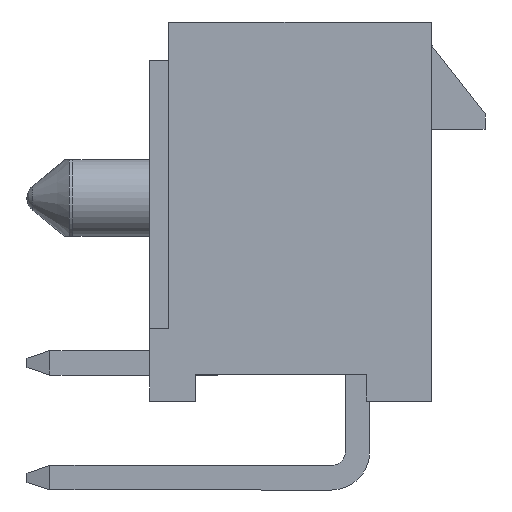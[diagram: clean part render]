
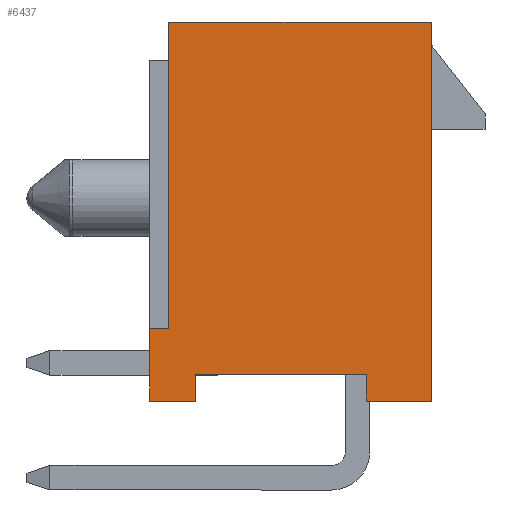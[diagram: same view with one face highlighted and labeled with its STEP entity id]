
A CAD part, left-side view. The second image highlights one B-rep face of the part: STEP entity #6437.
In plain terms, the highlighted planar face has unit normal (-1, 0, 0).
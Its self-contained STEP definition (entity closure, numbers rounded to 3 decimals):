
#746=ORIENTED_EDGE('',*,*,#2555,.F.);
#747=ORIENTED_EDGE('',*,*,#2556,.T.);
#748=ORIENTED_EDGE('',*,*,#2377,.T.);
#749=ORIENTED_EDGE('',*,*,#2278,.T.);
#750=ORIENTED_EDGE('',*,*,#2271,.T.);
#751=ORIENTED_EDGE('',*,*,#2545,.T.);
#752=ORIENTED_EDGE('',*,*,#2489,.T.);
#753=ORIENTED_EDGE('',*,*,#2557,.F.);
#754=ORIENTED_EDGE('',*,*,#2558,.T.);
#755=ORIENTED_EDGE('',*,*,#2466,.T.);
#2271=EDGE_CURVE('',#3190,#3189,#3824,.T.);
#2278=EDGE_CURVE('',#3196,#3190,#3831,.T.);
#2377=EDGE_CURVE('',#3282,#3196,#3921,.T.);
#2466=EDGE_CURVE('',#3359,#3358,#4001,.T.);
#2489=EDGE_CURVE('',#3374,#3373,#4024,.T.);
#2545=EDGE_CURVE('',#3189,#3374,#4080,.T.);
#2555=EDGE_CURVE('',#3425,#3358,#4090,.T.);
#2556=EDGE_CURVE('',#3425,#3282,#4091,.T.);
#2557=EDGE_CURVE('',#3426,#3373,#4092,.T.);
#2558=EDGE_CURVE('',#3426,#3359,#4093,.T.);
#3189=VERTEX_POINT('',#9235);
#3190=VERTEX_POINT('',#9237);
#3196=VERTEX_POINT('',#9251);
#3282=VERTEX_POINT('',#9450);
#3358=VERTEX_POINT('',#9632);
#3359=VERTEX_POINT('',#9634);
#3373=VERTEX_POINT('',#9671);
#3374=VERTEX_POINT('',#9673);
#3425=VERTEX_POINT('',#9793);
#3426=VERTEX_POINT('',#9796);
#3824=LINE('',#9236,#4701);
#3831=LINE('',#9250,#4708);
#3921=LINE('',#9453,#4798);
#4001=LINE('',#9633,#4878);
#4024=LINE('',#9672,#4901);
#4080=LINE('',#9779,#4957);
#4090=LINE('',#9792,#4967);
#4091=LINE('',#9794,#4968);
#4092=LINE('',#9795,#4969);
#4093=LINE('',#9797,#4970);
#4701=VECTOR('',#7439,1000.);
#4708=VECTOR('',#7448,1000.);
#4798=VECTOR('',#7572,1000.);
#4878=VECTOR('',#7686,1000.);
#4901=VECTOR('',#7711,1000.);
#4957=VECTOR('',#7769,1000.);
#4967=VECTOR('',#7783,1000.);
#4968=VECTOR('',#7784,1000.);
#4969=VECTOR('',#7785,1000.);
#4970=VECTOR('',#7786,1000.);
#5468=EDGE_LOOP('',(#746,#747,#748,#749,#750,#751,#752,#753,#754,#755));
#5815=FACE_BOUND('',#5468,.T.);
#6143=PLANE('',#6829);
#6437=ADVANCED_FACE('',(#5815),#6143,.T.);
#6829=AXIS2_PLACEMENT_3D('',#9791,#7781,#7782);
#7439=DIRECTION('',(0.,0.,1.));
#7448=DIRECTION('',(0.,-1.,0.));
#7572=DIRECTION('',(0.,0.,-1.));
#7686=DIRECTION('',(0.,-1.,0.));
#7711=DIRECTION('',(0.,0.,-1.));
#7769=DIRECTION('',(0.,1.,0.));
#7781=DIRECTION('',(-1.,0.,0.));
#7782=DIRECTION('',(0.,0.,1.));
#7783=DIRECTION('',(0.,0.,-1.));
#7784=DIRECTION('',(0.,-1.,0.));
#7785=DIRECTION('',(0.,-1.,0.));
#7786=DIRECTION('',(0.,0.,-1.));
#9235=CARTESIAN_POINT('',(-9.35,-3.43,4.95));
#9236=CARTESIAN_POINT('',(-9.35,-3.43,-4.95));
#9237=CARTESIAN_POINT('',(-9.35,-3.43,-4.95));
#9250=CARTESIAN_POINT('',(-9.35,3.43,-4.95));
#9251=CARTESIAN_POINT('',(-9.35,-1.73,-4.95));
#9450=CARTESIAN_POINT('',(-9.35,-1.73,-4.25));
#9453=CARTESIAN_POINT('',(-9.35,-1.73,-3.95));
#9632=CARTESIAN_POINT('',(-9.35,2.73,-4.95));
#9633=CARTESIAN_POINT('',(-9.35,3.43,-4.95));
#9634=CARTESIAN_POINT('',(-9.35,3.93,-4.95));
#9671=CARTESIAN_POINT('',(-9.35,3.43,-3.05));
#9672=CARTESIAN_POINT('',(-9.35,3.43,4.95));
#9673=CARTESIAN_POINT('',(-9.35,3.43,4.95));
#9779=CARTESIAN_POINT('',(-9.35,-3.43,4.95));
#9791=CARTESIAN_POINT('',(-9.35,0.,0.));
#9792=CARTESIAN_POINT('',(-9.35,2.73,-3.95));
#9793=CARTESIAN_POINT('',(-9.35,2.73,-4.25));
#9794=CARTESIAN_POINT('',(-9.35,2.73,-4.25));
#9795=CARTESIAN_POINT('',(-9.35,3.93,-3.05));
#9796=CARTESIAN_POINT('',(-9.35,3.93,-3.05));
#9797=CARTESIAN_POINT('',(-9.35,3.93,-3.05));
